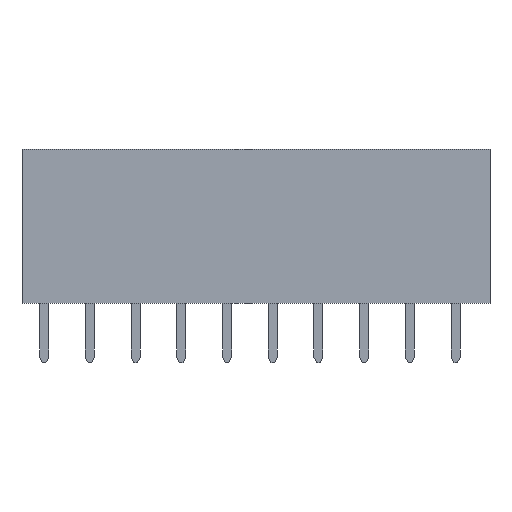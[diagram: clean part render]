
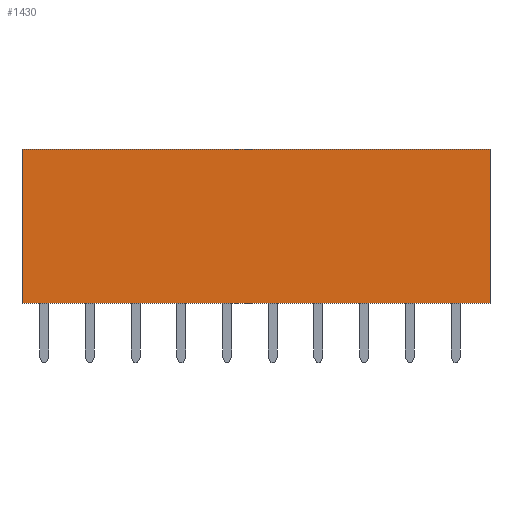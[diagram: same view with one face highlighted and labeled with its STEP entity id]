
A CAD part, front view. The second image highlights one B-rep face of the part: STEP entity #1430.
In plain terms, the highlighted planar face has unit normal (0, -1, 0).
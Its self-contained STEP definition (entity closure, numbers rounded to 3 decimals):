
#1178 = EDGE_CURVE('',#1179,#1181,#1183,.T.);
#1179 = VERTEX_POINT('',#1180);
#1180 = CARTESIAN_POINT('',(-1.25,-1.188,8.588));
#1181 = VERTEX_POINT('',#1182);
#1182 = CARTESIAN_POINT('',(24.75,-1.188,8.588));
#1183 = LINE('',#1184,#1185);
#1184 = CARTESIAN_POINT('',(-1.25,-1.188,8.588));
#1185 = VECTOR('',#1186,1.);
#1186 = DIRECTION('',(1.,0.,0.));
#1255 = VERTEX_POINT('',#1256);
#1256 = CARTESIAN_POINT('',(-1.25,-1.188,0.013));
#1271 = VERTEX_POINT('',#1272);
#1272 = CARTESIAN_POINT('',(24.75,-1.188,0.013));
#1278 = EDGE_CURVE('',#1271,#1255,#1279,.T.);
#1279 = LINE('',#1280,#1281);
#1280 = CARTESIAN_POINT('',(-1.25,-1.188,0.013));
#1281 = VECTOR('',#1282,1.);
#1282 = DIRECTION('',(-1.,0.,0.));
#1332 = EDGE_CURVE('',#1181,#1271,#1333,.T.);
#1333 = LINE('',#1334,#1335);
#1334 = CARTESIAN_POINT('',(24.75,-1.188,0.013));
#1335 = VECTOR('',#1336,1.);
#1336 = DIRECTION('',(0.,0.,-1.));
#1394 = EDGE_CURVE('',#1255,#1179,#1395,.T.);
#1395 = LINE('',#1396,#1397);
#1396 = CARTESIAN_POINT('',(-1.25,-1.188,0.013));
#1397 = VECTOR('',#1398,1.);
#1398 = DIRECTION('',(0.,0.,1.));
#1430 = ADVANCED_FACE('',(#1431),#1437,.F.);
#1431 = FACE_BOUND('',#1432,.T.);
#1432 = EDGE_LOOP('',(#1433,#1434,#1435,#1436));
#1433 = ORIENTED_EDGE('',*,*,#1332,.F.);
#1434 = ORIENTED_EDGE('',*,*,#1178,.F.);
#1435 = ORIENTED_EDGE('',*,*,#1394,.F.);
#1436 = ORIENTED_EDGE('',*,*,#1278,.F.);
#1437 = PLANE('',#1438);
#1438 = AXIS2_PLACEMENT_3D('',#1439,#1440,#1441);
#1439 = CARTESIAN_POINT('',(11.75,-1.188,4.3));
#1440 = DIRECTION('',(0.,1.,0.));
#1441 = DIRECTION('',(-1.,0.,0.));
